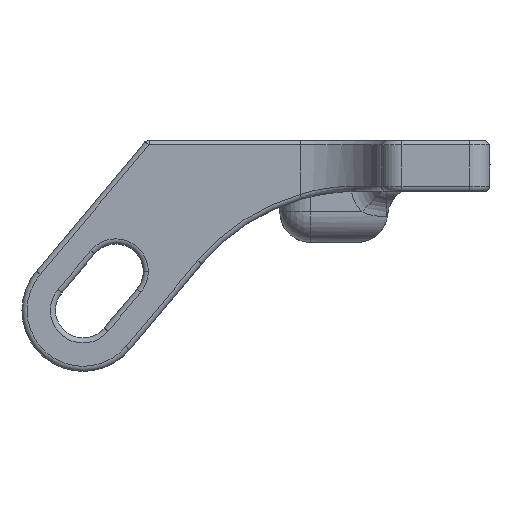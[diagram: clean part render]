
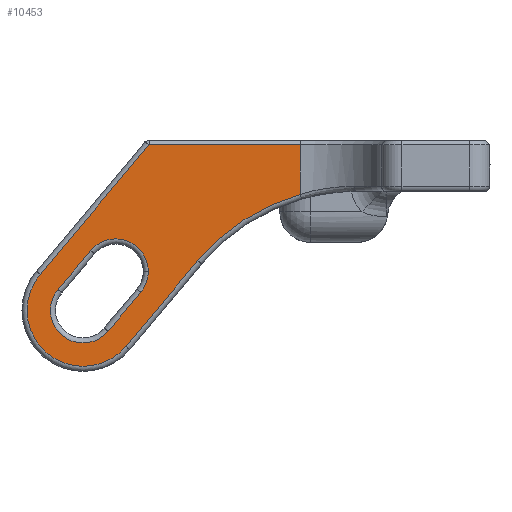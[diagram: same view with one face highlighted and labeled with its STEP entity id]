
A CAD part, left-side view. The second image highlights one B-rep face of the part: STEP entity #10453.
In plain terms, the highlighted planar face has unit normal (-1, 0, 0).
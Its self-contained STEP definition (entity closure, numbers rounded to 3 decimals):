
#191 = ORIENTED_EDGE ( 'NONE', *, *, #8440, .T. ) ;
#232 = CARTESIAN_POINT ( 'NONE',  ( -86.942, -34.307, 14.921 ) ) ;
#279 = AXIS2_PLACEMENT_3D ( 'NONE', #9732, #3015, #9513 ) ;
#404 = DIRECTION ( 'NONE',  ( 0., 1., 0. ) ) ;
#447 = EDGE_CURVE ( 'NONE', #5706, #9083, #1303, .T. ) ;
#449 = VERTEX_POINT ( 'NONE', #4660 ) ;
#518 = EDGE_CURVE ( 'NONE', #4806, #5706, #3125, .T. ) ;
#585 = EDGE_CURVE ( 'NONE', #7511, #449, #12285, .T. ) ;
#643 = VECTOR ( 'NONE', #13318, 1000. ) ;
#694 = DIRECTION ( 'NONE',  ( 0., 1., 0. ) ) ;
#854 = DIRECTION ( 'NONE',  ( 0., 0., -1. ) ) ;
#918 = LINE ( 'NONE', #9796, #7771 ) ;
#1080 = LINE ( 'NONE', #9804, #12128 ) ;
#1303 = CIRCLE ( 'NONE', #9280, 3.2 ) ;
#1425 = CARTESIAN_POINT ( 'NONE',  ( -86.942, -36.758, 12.864 ) ) ;
#1574 = VECTOR ( 'NONE', #8541, 1000. ) ;
#1616 = ORIENTED_EDGE ( 'NONE', *, *, #13343, .T. ) ;
#1723 = ORIENTED_EDGE ( 'NONE', *, *, #8011, .T. ) ;
#2019 = VECTOR ( 'NONE', #7255, 1000. ) ;
#2235 = CARTESIAN_POINT ( 'NONE',  ( -86.942, -33.558, 12.864 ) ) ;
#2296 = ORIENTED_EDGE ( 'NONE', *, *, #10325, .T. ) ;
#2445 = DIRECTION ( 'NONE',  ( 1., 0., 0. ) ) ;
#2485 = DIRECTION ( 'NONE',  ( 0., 1., 0. ) ) ;
#2824 = ORIENTED_EDGE ( 'NONE', *, *, #4088, .T. ) ;
#2849 = DIRECTION ( 'NONE',  ( 1., 0., 0. ) ) ;
#3015 = DIRECTION ( 'NONE',  ( -1., 0., 0. ) ) ;
#3125 = CIRCLE ( 'NONE', #11108, 3.2 ) ;
#3275 = VERTEX_POINT ( 'NONE', #6072 ) ;
#4013 = DIRECTION ( 'NONE',  ( 1., 0., 0. ) ) ;
#4088 = EDGE_CURVE ( 'NONE', #12040, #4806, #14080, .T. ) ;
#4660 = CARTESIAN_POINT ( 'NONE',  ( -86.942, -18.625, 5.287 ) ) ;
#4665 = FACE_BOUND ( 'NONE', #6659, .T. ) ;
#4806 = VERTEX_POINT ( 'NONE', #5414 ) ;
#4811 = CARTESIAN_POINT ( 'NONE',  ( -86.942, 40.875, 22.695 ) ) ;
#4864 = ORIENTED_EDGE ( 'NONE', *, *, #518, .T. ) ;
#5017 = CARTESIAN_POINT ( 'NONE',  ( -86.942, -36.758, 12.864 ) ) ;
#5193 = CARTESIAN_POINT ( 'NONE',  ( -86.942, -33.479, 0.4 ) ) ;
#5317 = LINE ( 'NONE', #9726, #13530 ) ;
#5346 = CARTESIAN_POINT ( 'NONE',  ( -86.942, -28.705, 11.823 ) ) ;
#5414 = CARTESIAN_POINT ( 'NONE',  ( -86.942, -39.21, 10.807 ) ) ;
#5690 = CARTESIAN_POINT ( 'NONE',  ( -86.942, -35.759, 20.23 ) ) ;
#5706 = VERTEX_POINT ( 'NONE', #2235 ) ;
#6072 = CARTESIAN_POINT ( 'NONE',  ( -86.942, -37.521, 18.751 ) ) ;
#6337 = CARTESIAN_POINT ( 'NONE',  ( -86.942, -44.186, 13.159 ) ) ;
#6659 = EDGE_LOOP ( 'NONE', ( #2824, #4864, #7059, #191, #1723 ) ) ;
#6669 = CIRCLE ( 'NONE', #279, 5.5 ) ;
#6714 = LINE ( 'NONE', #8992, #1574 ) ;
#6845 = CARTESIAN_POINT ( 'NONE',  ( -86.942, -44.186, 13.159 ) ) ;
#6860 = EDGE_CURVE ( 'NONE', #8128, #8787, #8732, .T. ) ;
#6863 = AXIS2_PLACEMENT_3D ( 'NONE', #4811, #9149, #2485 ) ;
#7059 = ORIENTED_EDGE ( 'NONE', *, *, #447, .T. ) ;
#7255 = DIRECTION ( 'NONE',  ( 0., 0.643, -0.766 ) ) ;
#7471 = VERTEX_POINT ( 'NONE', #11005 ) ;
#7511 = VERTEX_POINT ( 'NONE', #5346 ) ;
#7631 = CARTESIAN_POINT ( 'NONE',  ( -86.942, -42.424, 14.638 ) ) ;
#7771 = VECTOR ( 'NONE', #10801, 1000. ) ;
#7940 = PLANE ( 'NONE',  #6863 ) ;
#8011 = EDGE_CURVE ( 'NONE', #3275, #12040, #13042, .T. ) ;
#8128 = VERTEX_POINT ( 'NONE', #5193 ) ;
#8193 = DIRECTION ( 'NONE',  ( 0., 1., 0. ) ) ;
#8303 = CARTESIAN_POINT ( 'NONE',  ( -86.942, -13.001, 25. ) ) ;
#8440 = EDGE_CURVE ( 'NONE', #9083, #3275, #6714, .T. ) ;
#8541 = DIRECTION ( 'NONE',  ( 0., -0.643, 0.766 ) ) ;
#8732 = LINE ( 'NONE', #6845, #643 ) ;
#8787 = VERTEX_POINT ( 'NONE', #6337 ) ;
#8992 = CARTESIAN_POINT ( 'NONE',  ( -86.942, -7.071, -17.537 ) ) ;
#9065 = AXIS2_PLACEMENT_3D ( 'NONE', #8303, #2849, #694 ) ;
#9083 = VERTEX_POINT ( 'NONE', #232 ) ;
#9149 = DIRECTION ( 'NONE',  ( -1., 0., 0. ) ) ;
#9280 = AXIS2_PLACEMENT_3D ( 'NONE', #1425, #11077, #13337 ) ;
#9291 = VERTEX_POINT ( 'NONE', #5690 ) ;
#9513 = DIRECTION ( 'NONE',  ( 0., 1., 0. ) ) ;
#9587 = EDGE_CURVE ( 'NONE', #9291, #7511, #918, .T. ) ;
#9726 = CARTESIAN_POINT ( 'NONE',  ( -86.942, -18.625, 22.695 ) ) ;
#9732 = CARTESIAN_POINT ( 'NONE',  ( -86.942, -39.972, 16.695 ) ) ;
#9796 = CARTESIAN_POINT ( 'NONE',  ( -86.942, -28.705, 11.823 ) ) ;
#9804 = CARTESIAN_POINT ( 'NONE',  ( -86.942, -33.144, 0.4 ) ) ;
#10188 = ORIENTED_EDGE ( 'NONE', *, *, #11901, .T. ) ;
#10325 = EDGE_CURVE ( 'NONE', #7471, #8128, #1080, .T. ) ;
#10339 = ORIENTED_EDGE ( 'NONE', *, *, #9587, .T. ) ;
#10453 = ADVANCED_FACE ( 'NONE', ( #4665, #13479 ), #7940, .T. ) ;
#10801 = DIRECTION ( 'NONE',  ( 0., 0.643, -0.766 ) ) ;
#11005 = CARTESIAN_POINT ( 'NONE',  ( -86.942, -18.625, 0.4 ) ) ;
#11056 = ORIENTED_EDGE ( 'NONE', *, *, #585, .T. ) ;
#11077 = DIRECTION ( 'NONE',  ( 1., 0., 0. ) ) ;
#11108 = AXIS2_PLACEMENT_3D ( 'NONE', #5017, #4013, #404 ) ;
#11257 = CARTESIAN_POINT ( 'NONE',  ( -86.942, -39.972, 16.695 ) ) ;
#11901 = EDGE_CURVE ( 'NONE', #449, #7471, #5317, .T. ) ;
#12034 = DIRECTION ( 'NONE',  ( 0., -1., 0. ) ) ;
#12040 = VERTEX_POINT ( 'NONE', #7631 ) ;
#12106 = AXIS2_PLACEMENT_3D ( 'NONE', #11257, #2445, #8193 ) ;
#12128 = VECTOR ( 'NONE', #12034, 1000. ) ;
#12285 = CIRCLE ( 'NONE', #9065, 20.5 ) ;
#12702 = ORIENTED_EDGE ( 'NONE', *, *, #6860, .T. ) ;
#13042 = CIRCLE ( 'NONE', #12106, 3.2 ) ;
#13318 = DIRECTION ( 'NONE',  ( 0., -0.643, 0.766 ) ) ;
#13337 = DIRECTION ( 'NONE',  ( 0., 1., 0. ) ) ;
#13343 = EDGE_CURVE ( 'NONE', #8787, #9291, #6669, .T. ) ;
#13479 = FACE_OUTER_BOUND ( 'NONE', #13696, .T. ) ;
#13530 = VECTOR ( 'NONE', #854, 1000. ) ;
#13696 = EDGE_LOOP ( 'NONE', ( #10188, #2296, #12702, #1616, #10339, #11056 ) ) ;
#14006 = CARTESIAN_POINT ( 'NONE',  ( -86.942, -11.974, -21.651 ) ) ;
#14080 = LINE ( 'NONE', #14006, #2019 ) ;
